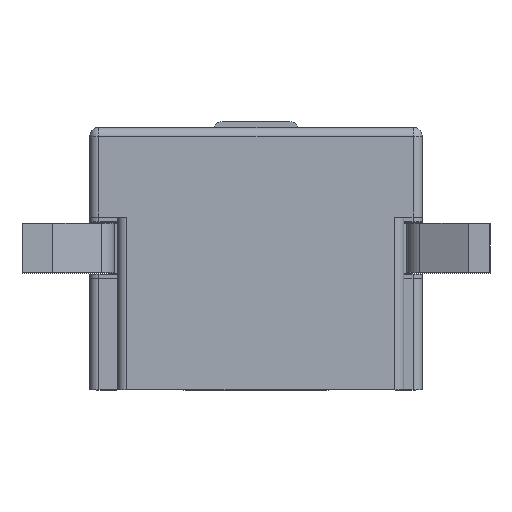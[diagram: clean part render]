
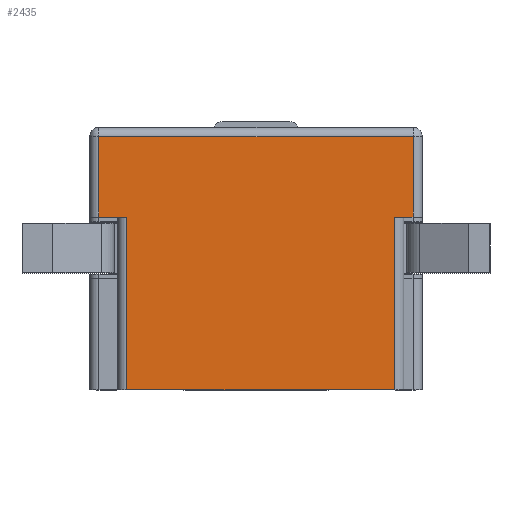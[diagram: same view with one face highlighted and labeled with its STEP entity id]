
A CAD part, top view. The second image highlights one B-rep face of the part: STEP entity #2435.
In plain terms, the highlighted planar face has unit normal (0, 0, 1).
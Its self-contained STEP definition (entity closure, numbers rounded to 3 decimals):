
#275 = FACE_OUTER_BOUND ( 'NONE', #6534, .T. ) ;
#623 = VERTEX_POINT ( 'NONE', #6195 ) ;
#914 = CARTESIAN_POINT ( 'NONE',  ( -2.35, 0.7, 2.6 ) ) ;
#1595 = EDGE_CURVE ( 'NONE', #12338, #9573, #1760, .T. ) ;
#1760 = LINE ( 'NONE', #914, #11858 ) ;
#2066 = EDGE_CURVE ( 'NONE', #12338, #623, #13837, .T. ) ;
#2182 = ORIENTED_EDGE ( 'NONE', *, *, #3073, .T. ) ;
#2435 = ADVANCED_FACE ( 'NONE', ( #275 ), #5904, .F. ) ;
#2684 = ORIENTED_EDGE ( 'NONE', *, *, #1595, .T. ) ;
#2891 = VECTOR ( 'NONE', #12494, 1000. ) ;
#3037 = VECTOR ( 'NONE', #7965, 1000. ) ;
#3073 = EDGE_CURVE ( 'NONE', #13021, #12179, #9939, .T. ) ;
#3140 = DIRECTION ( 'NONE',  ( 0., -1., 0. ) ) ;
#3260 = CARTESIAN_POINT ( 'NONE',  ( -2.05, 0.7, 2.6 ) ) ;
#3587 = CARTESIAN_POINT ( 'NONE',  ( 8.15, 0.7, 2.6 ) ) ;
#3591 = LINE ( 'NONE', #12541, #3037 ) ;
#3622 = LINE ( 'NONE', #13617, #2891 ) ;
#4006 = EDGE_CURVE ( 'NONE', #623, #5248, #3591, .T. ) ;
#4141 = LINE ( 'NONE', #11983, #6139 ) ;
#4162 = EDGE_CURVE ( 'NONE', #14464, #13021, #12843, .T. ) ;
#4275 = ORIENTED_EDGE ( 'NONE', *, *, #9906, .F. ) ;
#5248 = VERTEX_POINT ( 'NONE', #13680 ) ;
#5691 = DIRECTION ( 'NONE',  ( 0., 0., -1. ) ) ;
#5746 = VECTOR ( 'NONE', #6270, 1000. ) ;
#5904 = PLANE ( 'NONE',  #8585 ) ;
#6043 = DIRECTION ( 'NONE',  ( 0., -1., 0. ) ) ;
#6139 = VECTOR ( 'NONE', #7768, 1000. ) ;
#6195 = CARTESIAN_POINT ( 'NONE',  ( 8.15, -1.91, 2.6 ) ) ;
#6270 = DIRECTION ( 'NONE',  ( 1., 0., 0. ) ) ;
#6504 = VERTEX_POINT ( 'NONE', #9660 ) ;
#6534 = EDGE_LOOP ( 'NONE', ( #8495, #6705, #2182, #4275, #8840, #11331, #2684, #12550 ) ) ;
#6611 = CARTESIAN_POINT ( 'NONE',  ( -2.05, -1.91, 2.6 ) ) ;
#6705 = ORIENTED_EDGE ( 'NONE', *, *, #4162, .T. ) ;
#6940 = EDGE_CURVE ( 'NONE', #9573, #6504, #9938, .T. ) ;
#7392 = CARTESIAN_POINT ( 'NONE',  ( 7.55, -7.52, 2.6 ) ) ;
#7587 = CARTESIAN_POINT ( 'NONE',  ( -1.45, -7.52, 2.6 ) ) ;
#7768 = DIRECTION ( 'NONE',  ( 0., -1., 0. ) ) ;
#7965 = DIRECTION ( 'NONE',  ( -1., 0., 0. ) ) ;
#7980 = DIRECTION ( 'NONE',  ( -1., 0., 0. ) ) ;
#8148 = CARTESIAN_POINT ( 'NONE',  ( 8.15, -1.91, 2.6 ) ) ;
#8249 = CARTESIAN_POINT ( 'NONE',  ( -1.15, 1., 2.6 ) ) ;
#8495 = ORIENTED_EDGE ( 'NONE', *, *, #12916, .T. ) ;
#8578 = CARTESIAN_POINT ( 'NONE',  ( -1.15, -1.91, 2.6 ) ) ;
#8585 = AXIS2_PLACEMENT_3D ( 'NONE', #10273, #5691, #7980 ) ;
#8840 = ORIENTED_EDGE ( 'NONE', *, *, #4006, .F. ) ;
#9267 = VECTOR ( 'NONE', #13342, 1000. ) ;
#9573 = VERTEX_POINT ( 'NONE', #3260 ) ;
#9660 = CARTESIAN_POINT ( 'NONE',  ( -2.05, -1.91, 2.6 ) ) ;
#9871 = VECTOR ( 'NONE', #6043, 1000. ) ;
#9906 = EDGE_CURVE ( 'NONE', #5248, #12179, #4141, .T. ) ;
#9938 = LINE ( 'NONE', #6611, #11351 ) ;
#9939 = LINE ( 'NONE', #7587, #5746 ) ;
#10273 = CARTESIAN_POINT ( 'NONE',  ( -1.45, 1., 2.6 ) ) ;
#11331 = ORIENTED_EDGE ( 'NONE', *, *, #2066, .F. ) ;
#11351 = VECTOR ( 'NONE', #3140, 1000. ) ;
#11858 = VECTOR ( 'NONE', #14470, 1000. ) ;
#11983 = CARTESIAN_POINT ( 'NONE',  ( 7.55, 1., 2.6 ) ) ;
#12179 = VERTEX_POINT ( 'NONE', #7392 ) ;
#12338 = VERTEX_POINT ( 'NONE', #3587 ) ;
#12494 = DIRECTION ( 'NONE',  ( 1., 0., 0. ) ) ;
#12541 = CARTESIAN_POINT ( 'NONE',  ( 12.254, -1.91, 2.6 ) ) ;
#12550 = ORIENTED_EDGE ( 'NONE', *, *, #6940, .T. ) ;
#12643 = CARTESIAN_POINT ( 'NONE',  ( -1.15, -7.52, 2.6 ) ) ;
#12843 = LINE ( 'NONE', #8249, #9871 ) ;
#12916 = EDGE_CURVE ( 'NONE', #6504, #14464, #3622, .T. ) ;
#13021 = VERTEX_POINT ( 'NONE', #12643 ) ;
#13342 = DIRECTION ( 'NONE',  ( 0., -1., 0. ) ) ;
#13617 = CARTESIAN_POINT ( 'NONE',  ( -6.154, -1.91, 2.6 ) ) ;
#13680 = CARTESIAN_POINT ( 'NONE',  ( 7.55, -1.91, 2.6 ) ) ;
#13837 = LINE ( 'NONE', #8148, #9267 ) ;
#14464 = VERTEX_POINT ( 'NONE', #8578 ) ;
#14470 = DIRECTION ( 'NONE',  ( -1., 0., 0. ) ) ;
